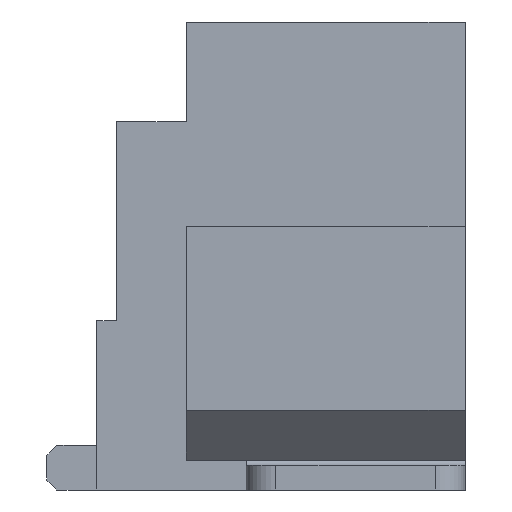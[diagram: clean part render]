
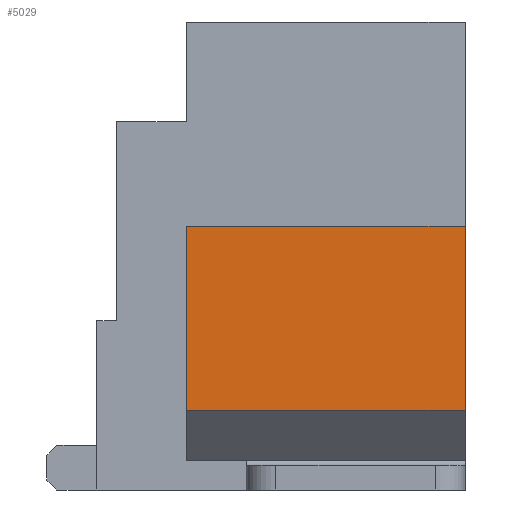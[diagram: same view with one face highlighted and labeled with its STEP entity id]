
A CAD part, left-side view. The second image highlights one B-rep face of the part: STEP entity #5029.
In plain terms, the highlighted planar face has unit normal (-1, 0, 0).
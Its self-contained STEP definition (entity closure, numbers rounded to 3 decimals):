
#44 = PLANE('',#45);
#45 = AXIS2_PLACEMENT_3D('',#46,#47,#48);
#46 = CARTESIAN_POINT('',(-2.75,-2.475,0.));
#47 = DIRECTION('',(0.,1.,0.));
#48 = DIRECTION('',(0.,0.,1.));
#454 = VERTEX_POINT('',#455);
#455 = CARTESIAN_POINT('',(-4.5,-2.475,0.8));
#469 = PLANE('',#470);
#470 = AXIS2_PLACEMENT_3D('',#471,#472,#473);
#471 = CARTESIAN_POINT('',(-4.,-2.475,0.3));
#472 = DIRECTION('',(0.707,0.,0.707));
#473 = DIRECTION('',(-0.707,0.,0.707));
#481 = EDGE_CURVE('',#454,#482,#484,.T.);
#482 = VERTEX_POINT('',#483);
#483 = CARTESIAN_POINT('',(-4.5,-2.475,2.65));
#484 = SURFACE_CURVE('',#485,(#489,#496),.PCURVE_S1.);
#485 = LINE('',#486,#487);
#486 = CARTESIAN_POINT('',(-4.5,-2.475,0.8));
#487 = VECTOR('',#488,1.);
#488 = DIRECTION('',(0.,0.,1.));
#489 = PCURVE('',#44,#490);
#490 = DEFINITIONAL_REPRESENTATION('',(#491),#495);
#491 = LINE('',#492,#493);
#492 = CARTESIAN_POINT('',(0.8,-1.75));
#493 = VECTOR('',#494,1.);
#494 = DIRECTION('',(1.,0.));
#495 = ( GEOMETRIC_REPRESENTATION_CONTEXT(2)
PARAMETRIC_REPRESENTATION_CONTEXT() REPRESENTATION_CONTEXT('2D SPACE',''
) );
#496 = PCURVE('',#497,#502);
#497 = PLANE('',#498);
#498 = AXIS2_PLACEMENT_3D('',#499,#500,#501);
#499 = CARTESIAN_POINT('',(-4.5,-2.475,0.8));
#500 = DIRECTION('',(1.,0.,0.));
#501 = DIRECTION('',(0.,0.,1.));
#502 = DEFINITIONAL_REPRESENTATION('',(#503),#507);
#503 = LINE('',#504,#505);
#504 = CARTESIAN_POINT('',(0.,0.));
#505 = VECTOR('',#506,1.);
#506 = DIRECTION('',(1.,0.));
#507 = ( GEOMETRIC_REPRESENTATION_CONTEXT(2)
PARAMETRIC_REPRESENTATION_CONTEXT() REPRESENTATION_CONTEXT('2D SPACE',''
) );
#525 = PLANE('',#526);
#526 = AXIS2_PLACEMENT_3D('',#527,#528,#529);
#527 = CARTESIAN_POINT('',(-4.5,-2.475,2.65));
#528 = DIRECTION('',(0.,0.,-1.));
#529 = DIRECTION('',(1.,0.,0.));
#2316 = PLANE('',#2317);
#2317 = AXIS2_PLACEMENT_3D('',#2318,#2319,#2320);
#2318 = CARTESIAN_POINT('',(-2.75,0.325,0.3));
#2319 = DIRECTION('',(0.,-1.,0.));
#2320 = DIRECTION('',(0.,0.,-1.));
#4984 = EDGE_CURVE('',#482,#4985,#4987,.T.);
#4985 = VERTEX_POINT('',#4986);
#4986 = CARTESIAN_POINT('',(-4.5,0.325,2.65));
#4987 = SURFACE_CURVE('',#4988,(#4992,#4999),.PCURVE_S1.);
#4988 = LINE('',#4989,#4990);
#4989 = CARTESIAN_POINT('',(-4.5,-2.475,2.65));
#4990 = VECTOR('',#4991,1.);
#4991 = DIRECTION('',(0.,1.,0.));
#4992 = PCURVE('',#525,#4993);
#4993 = DEFINITIONAL_REPRESENTATION('',(#4994),#4998);
#4994 = LINE('',#4995,#4996);
#4995 = CARTESIAN_POINT('',(0.,0.));
#4996 = VECTOR('',#4997,1.);
#4997 = DIRECTION('',(0.,-1.));
#4998 = ( GEOMETRIC_REPRESENTATION_CONTEXT(2)
PARAMETRIC_REPRESENTATION_CONTEXT() REPRESENTATION_CONTEXT('2D SPACE',''
) );
#4999 = PCURVE('',#497,#5000);
#5000 = DEFINITIONAL_REPRESENTATION('',(#5001),#5005);
#5001 = LINE('',#5002,#5003);
#5002 = CARTESIAN_POINT('',(1.85,0.));
#5003 = VECTOR('',#5004,1.);
#5004 = DIRECTION('',(0.,-1.));
#5005 = ( GEOMETRIC_REPRESENTATION_CONTEXT(2)
PARAMETRIC_REPRESENTATION_CONTEXT() REPRESENTATION_CONTEXT('2D SPACE',''
) );
#5029 = ADVANCED_FACE('',(#5030),#497,.F.);
#5030 = FACE_BOUND('',#5031,.F.);
#5031 = EDGE_LOOP('',(#5032,#5055,#5076,#5077));
#5032 = ORIENTED_EDGE('',*,*,#5033,.T.);
#5033 = EDGE_CURVE('',#454,#5034,#5036,.T.);
#5034 = VERTEX_POINT('',#5035);
#5035 = CARTESIAN_POINT('',(-4.5,0.325,0.8));
#5036 = SURFACE_CURVE('',#5037,(#5041,#5048),.PCURVE_S1.);
#5037 = LINE('',#5038,#5039);
#5038 = CARTESIAN_POINT('',(-4.5,-2.475,0.8));
#5039 = VECTOR('',#5040,1.);
#5040 = DIRECTION('',(0.,1.,0.));
#5041 = PCURVE('',#497,#5042);
#5042 = DEFINITIONAL_REPRESENTATION('',(#5043),#5047);
#5043 = LINE('',#5044,#5045);
#5044 = CARTESIAN_POINT('',(0.,0.));
#5045 = VECTOR('',#5046,1.);
#5046 = DIRECTION('',(0.,-1.));
#5047 = ( GEOMETRIC_REPRESENTATION_CONTEXT(2)
PARAMETRIC_REPRESENTATION_CONTEXT() REPRESENTATION_CONTEXT('2D SPACE',''
) );
#5048 = PCURVE('',#469,#5049);
#5049 = DEFINITIONAL_REPRESENTATION('',(#5050),#5054);
#5050 = LINE('',#5051,#5052);
#5051 = CARTESIAN_POINT('',(0.707,0.));
#5052 = VECTOR('',#5053,1.);
#5053 = DIRECTION('',(0.,-1.));
#5054 = ( GEOMETRIC_REPRESENTATION_CONTEXT(2)
PARAMETRIC_REPRESENTATION_CONTEXT() REPRESENTATION_CONTEXT('2D SPACE',''
) );
#5055 = ORIENTED_EDGE('',*,*,#5056,.T.);
#5056 = EDGE_CURVE('',#5034,#4985,#5057,.T.);
#5057 = SURFACE_CURVE('',#5058,(#5062,#5069),.PCURVE_S1.);
#5058 = LINE('',#5059,#5060);
#5059 = CARTESIAN_POINT('',(-4.5,0.325,0.8));
#5060 = VECTOR('',#5061,1.);
#5061 = DIRECTION('',(0.,0.,1.));
#5062 = PCURVE('',#497,#5063);
#5063 = DEFINITIONAL_REPRESENTATION('',(#5064),#5068);
#5064 = LINE('',#5065,#5066);
#5065 = CARTESIAN_POINT('',(0.,-2.8));
#5066 = VECTOR('',#5067,1.);
#5067 = DIRECTION('',(1.,0.));
#5068 = ( GEOMETRIC_REPRESENTATION_CONTEXT(2)
PARAMETRIC_REPRESENTATION_CONTEXT() REPRESENTATION_CONTEXT('2D SPACE',''
) );
#5069 = PCURVE('',#2316,#5070);
#5070 = DEFINITIONAL_REPRESENTATION('',(#5071),#5075);
#5071 = LINE('',#5072,#5073);
#5072 = CARTESIAN_POINT('',(-0.5,-1.75));
#5073 = VECTOR('',#5074,1.);
#5074 = DIRECTION('',(-1.,0.));
#5075 = ( GEOMETRIC_REPRESENTATION_CONTEXT(2)
PARAMETRIC_REPRESENTATION_CONTEXT() REPRESENTATION_CONTEXT('2D SPACE',''
) );
#5076 = ORIENTED_EDGE('',*,*,#4984,.F.);
#5077 = ORIENTED_EDGE('',*,*,#481,.F.);
